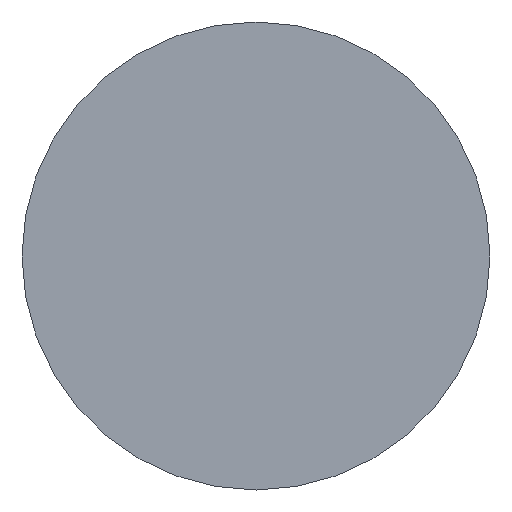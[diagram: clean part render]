
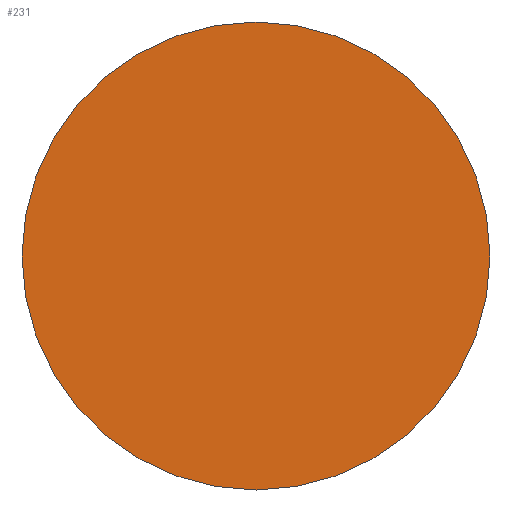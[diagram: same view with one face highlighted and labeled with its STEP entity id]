
A CAD part, front view. The second image highlights one B-rep face of the part: STEP entity #231.
In plain terms, the highlighted planar face has unit normal (0, -1, 0).
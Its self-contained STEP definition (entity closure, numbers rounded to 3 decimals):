
#165=EDGE_CURVE('',#193,#179,#351,.T.);
#179=VERTEX_POINT('',#365);
#193=VERTEX_POINT('',#381);
#229=EDGE_CURVE('',#179,#193,#421,.T.);
#231=ADVANCED_FACE('',(#423),#424,.T.);
#351=CIRCLE('',#556,7.5);
#365=CARTESIAN_POINT('',(7.5,-30.0,0.));
#381=CARTESIAN_POINT('',(-7.5,-30.0,0.));
#421=CIRCLE('',#648,7.5);
#423=FACE_OUTER_BOUND('',#650,.T.);
#424=PLANE('',#651);
#556=AXIS2_PLACEMENT_3D('',#789,#790,#791);
#648=AXIS2_PLACEMENT_3D('',#869,#870,#871);
#650=EDGE_LOOP('',(#873,#874));
#651=AXIS2_PLACEMENT_3D('',#875,#876,#877);
#789=CARTESIAN_POINT('',(0.0,-30.0,0.));
#790=DIRECTION('',(0.0,-1.0,0.));
#791=DIRECTION('',(1.0,0.0,0.0));
#869=CARTESIAN_POINT('',(0.0,-30.0,0.));
#870=DIRECTION('',(0.0,-1.0,0.));
#871=DIRECTION('',(1.0,0.0,0.0));
#873=ORIENTED_EDGE('',*,*,#229,.T.);
#874=ORIENTED_EDGE('',*,*,#165,.T.);
#875=CARTESIAN_POINT('',(0.0,-30.0,0.));
#876=DIRECTION('',(0.0,-1.0,0.));
#877=DIRECTION('',(1.0,0.0,0.0));
